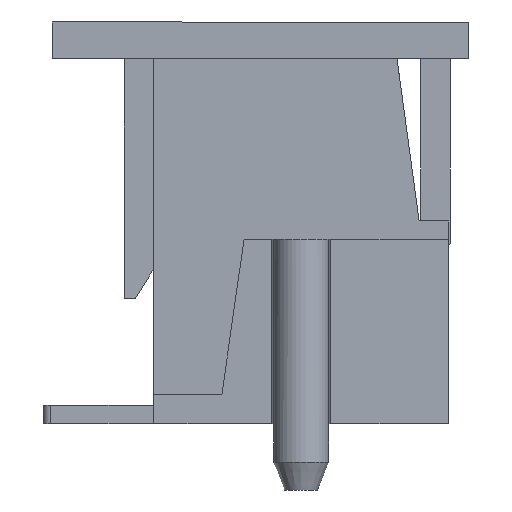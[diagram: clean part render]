
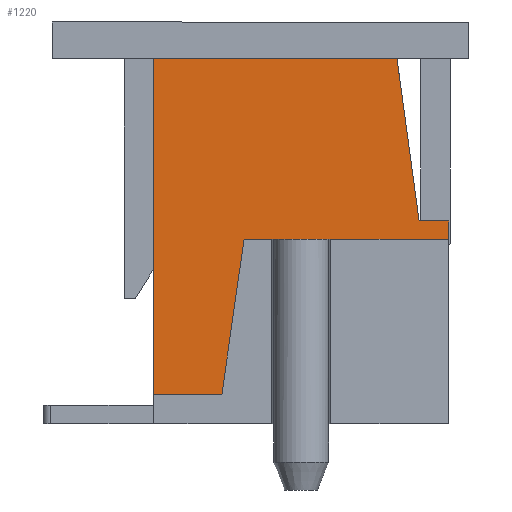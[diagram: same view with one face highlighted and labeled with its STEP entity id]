
A CAD part, left-side view. The second image highlights one B-rep face of the part: STEP entity #1220.
In plain terms, the highlighted planar face has unit normal (-1, 0, 0).
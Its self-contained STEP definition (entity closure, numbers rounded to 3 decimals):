
#1220 = ADVANCED_FACE( '', ( #2406 ), #2407, .T. );
#2406 = FACE_OUTER_BOUND( '', #3639, .T. );
#2407 = PLANE( '', #3640 );
#3639 = EDGE_LOOP( '', ( #6660, #6661, #6662, #6663, #6664, #6665, #6666, #6667 ) );
#3640 = AXIS2_PLACEMENT_3D( '', #6668, #6669, #6670 );
#6660 = ORIENTED_EDGE( '', *, *, #8586, .F. );
#6661 = ORIENTED_EDGE( '', *, *, #8138, .T. );
#6662 = ORIENTED_EDGE( '', *, *, #8799, .F. );
#6663 = ORIENTED_EDGE( '', *, *, #8800, .F. );
#6664 = ORIENTED_EDGE( '', *, *, #8801, .T. );
#6665 = ORIENTED_EDGE( '', *, *, #8557, .T. );
#6666 = ORIENTED_EDGE( '', *, *, #8351, .F. );
#6667 = ORIENTED_EDGE( '', *, *, #8027, .F. );
#6668 = CARTESIAN_POINT( '', ( -15., 0., 0. ) );
#6669 = DIRECTION( '', ( -1., 0., 0. ) );
#6670 = DIRECTION( '', ( 0., 0., 1. ) );
#8027 = EDGE_CURVE( '', #9797, #9799, #9800, .T. );
#8138 = EDGE_CURVE( '', #9975, #9976, #9977, .T. );
#8351 = EDGE_CURVE( '', #9799, #10281, #10282, .T. );
#8557 = EDGE_CURVE( '', #10550, #10281, #10551, .T. );
#8586 = EDGE_CURVE( '', #9975, #9797, #10594, .T. );
#8799 = EDGE_CURVE( '', #10852, #9976, #10853, .T. );
#8800 = EDGE_CURVE( '', #10854, #10852, #10855, .T. );
#8801 = EDGE_CURVE( '', #10854, #10550, #10856, .T. );
#9797 = VERTEX_POINT( '', #12239 );
#9799 = VERTEX_POINT( '', #12242 );
#9800 = LINE( '', #12243, #12244 );
#9975 = VERTEX_POINT( '', #12499 );
#9976 = VERTEX_POINT( '', #12500 );
#9977 = LINE( '', #12501, #12502 );
#10281 = VERTEX_POINT( '', #12976 );
#10282 = LINE( '', #12977, #12978 );
#10550 = VERTEX_POINT( '', #13381 );
#10551 = LINE( '', #13382, #13383 );
#10594 = LINE( '', #13453, #13454 );
#10852 = VERTEX_POINT( '', #13844 );
#10853 = LINE( '', #13845, #13846 );
#10854 = VERTEX_POINT( '', #13847 );
#10855 = LINE( '', #13848, #13849 );
#10856 = LINE( '', #13850, #13851 );
#12239 = CARTESIAN_POINT( '', ( -15., 1.55, 0.05 ) );
#12242 = CARTESIAN_POINT( '', ( -15., 2.15, -4.15 ) );
#12243 = CARTESIAN_POINT( '', ( -15., 1.526, 0.218 ) );
#12244 = VECTOR( '', #14537, 1000. );
#12499 = CARTESIAN_POINT( '', ( -15., -4., 0.05 ) );
#12500 = CARTESIAN_POINT( '', ( -15., -4., 0.55 ) );
#12501 = CARTESIAN_POINT( '', ( -15., -4., -4.95 ) );
#12502 = VECTOR( '', #14644, 1000. );
#12976 = CARTESIAN_POINT( '', ( -15., 4., -4.15 ) );
#12977 = CARTESIAN_POINT( '', ( -15., 0., -4.15 ) );
#12978 = VECTOR( '', #14812, 1000. );
#13381 = CARTESIAN_POINT( '', ( -15., 4., 4.95 ) );
#13382 = CARTESIAN_POINT( '', ( -15., 4., 4.95 ) );
#13383 = VECTOR( '', #14985, 1000. );
#13453 = CARTESIAN_POINT( '', ( -15., 0., 0.05 ) );
#13454 = VECTOR( '', #15013, 1000. );
#13844 = CARTESIAN_POINT( '', ( -15., -3.2, 0.55 ) );
#13845 = CARTESIAN_POINT( '', ( -15., 0., 0.55 ) );
#13846 = VECTOR( '', #15163, 1000. );
#13847 = CARTESIAN_POINT( '', ( -15., -2.6, 4.95 ) );
#13848 = CARTESIAN_POINT( '', ( -15., -3.215, 0.438 ) );
#13849 = VECTOR( '', #15164, 1000. );
#13850 = CARTESIAN_POINT( '', ( -15., -4., 4.95 ) );
#13851 = VECTOR( '', #15165, 1000. );
#14537 = DIRECTION( '', ( 0., 0.141, -0.99 ) );
#14644 = DIRECTION( '', ( 0., 0., 1. ) );
#14812 = DIRECTION( '', ( 0., 1., 0. ) );
#14985 = DIRECTION( '', ( 0., 0., -1. ) );
#15013 = DIRECTION( '', ( 0., 1., 0. ) );
#15163 = DIRECTION( '', ( 0., -1., 0. ) );
#15164 = DIRECTION( '', ( 0., -0.135, -0.991 ) );
#15165 = DIRECTION( '', ( 0., 1., 0. ) );
